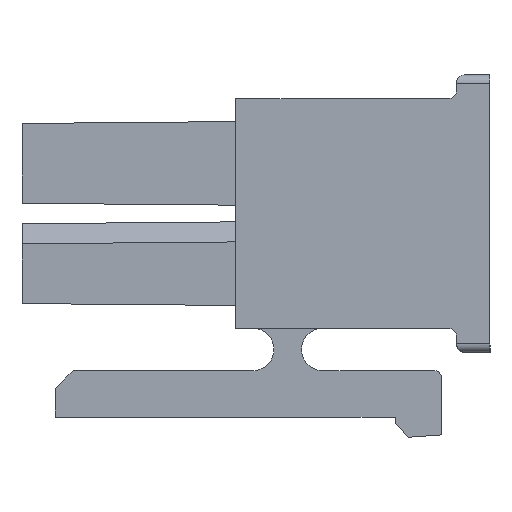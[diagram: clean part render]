
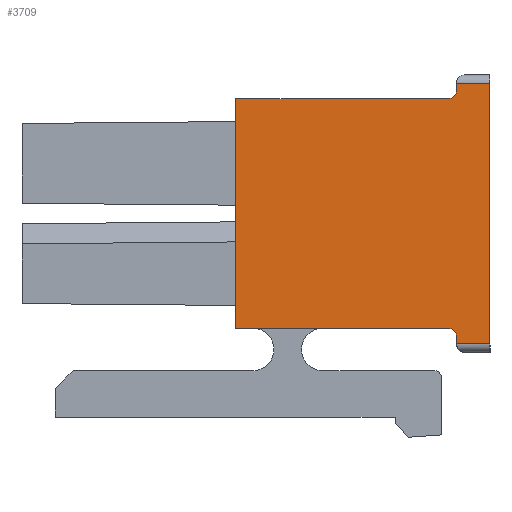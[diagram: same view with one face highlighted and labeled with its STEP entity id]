
A CAD part, left-side view. The second image highlights one B-rep face of the part: STEP entity #3709.
In plain terms, the highlighted planar face has unit normal (-1, 0, 0).
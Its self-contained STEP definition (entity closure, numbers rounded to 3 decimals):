
#137=PLANE('',#3932);
#331=FACE_OUTER_BOUND('',#540,.T.);
#540=EDGE_LOOP('',(#3121,#3122,#3123,#3124,#3125,#3126,#3127,#3128,#3129,
#3130));
#637=LINE('',#5007,#1135);
#658=LINE('',#5061,#1156);
#927=LINE('',#5629,#1425);
#929=LINE('',#5635,#1427);
#931=LINE('',#5641,#1429);
#943=LINE('',#5666,#1441);
#944=LINE('',#5670,#1442);
#945=LINE('',#5671,#1443);
#1135=VECTOR('',#4043,6.35);
#1156=VECTOR('',#4086,7.8);
#1425=VECTOR('',#4573,1.);
#1427=VECTOR('',#4579,1.);
#1429=VECTOR('',#4587,0.22);
#1441=VECTOR('',#4613,0.22);
#1442=VECTOR('',#4616,6.35);
#1443=VECTOR('',#4617,6.86);
#1642=CIRCLE('',#3924,0.25);
#1643=CIRCLE('',#3933,0.25);
#1658=VERTEX_POINT('',#5004);
#1659=VERTEX_POINT('',#5006);
#1680=VERTEX_POINT('',#5058);
#1681=VERTEX_POINT('',#5060);
#1704=VERTEX_POINT('',#5114);
#1873=VERTEX_POINT('',#5633);
#1874=VERTEX_POINT('',#5637);
#1880=VERTEX_POINT('',#5665);
#1881=VERTEX_POINT('',#5667);
#1882=VERTEX_POINT('',#5669);
#2001=EDGE_CURVE('',#1658,#1659,#637,.T.);
#2028=EDGE_CURVE('',#1680,#1681,#658,.T.);
#2308=EDGE_CURVE('',#1681,#1704,#927,.T.);
#2311=EDGE_CURVE('',#1873,#1680,#929,.T.);
#2313=EDGE_CURVE('',#1658,#1874,#1642,.T.);
#2314=EDGE_CURVE('',#1704,#1874,#931,.T.);
#2326=EDGE_CURVE('',#1880,#1873,#943,.T.);
#2327=EDGE_CURVE('',#1881,#1880,#1643,.T.);
#2328=EDGE_CURVE('',#1882,#1881,#944,.T.);
#2329=EDGE_CURVE('',#1659,#1882,#945,.T.);
#3121=ORIENTED_EDGE('',*,*,#2314,.F.);
#3122=ORIENTED_EDGE('',*,*,#2308,.F.);
#3123=ORIENTED_EDGE('',*,*,#2028,.F.);
#3124=ORIENTED_EDGE('',*,*,#2311,.F.);
#3125=ORIENTED_EDGE('',*,*,#2326,.F.);
#3126=ORIENTED_EDGE('',*,*,#2327,.F.);
#3127=ORIENTED_EDGE('',*,*,#2328,.F.);
#3128=ORIENTED_EDGE('',*,*,#2329,.F.);
#3129=ORIENTED_EDGE('',*,*,#2001,.F.);
#3130=ORIENTED_EDGE('',*,*,#2313,.T.);
#3709=ADVANCED_FACE('',(#331),#137,.F.);
#3924=AXIS2_PLACEMENT_3D('',#5639,#4583,#4584);
#3932=AXIS2_PLACEMENT_3D('',#5664,#4611,#4612);
#3933=AXIS2_PLACEMENT_3D('',#5668,#4614,#4615);
#4043=DIRECTION('',(0.,1.,0.));
#4086=DIRECTION('',(0.,0.,-1.));
#4573=DIRECTION('',(0.,1.,0.));
#4579=DIRECTION('',(0.,-1.,0.));
#4583=DIRECTION('center_axis',(1.,0.,0.));
#4584=DIRECTION('ref_axis',(0.,-0.707,0.707));
#4587=DIRECTION('',(0.,0.,1.));
#4611=DIRECTION('center_axis',(1.,0.,0.));
#4612=DIRECTION('ref_axis',(0.,0.,-1.));
#4613=DIRECTION('',(0.,0.,1.));
#4614=DIRECTION('center_axis',(-1.,0.,0.));
#4615=DIRECTION('ref_axis',(0.,0.,-1.));
#4616=DIRECTION('',(0.,-1.,0.));
#4617=DIRECTION('',(0.,0.,1.));
#5004=CARTESIAN_POINT('',(-1.9,1.25,-3.43));
#5006=CARTESIAN_POINT('',(-1.9,7.6,-3.43));
#5007=CARTESIAN_POINT('',(-1.9,1.25,-3.43));
#5058=CARTESIAN_POINT('',(-1.9,0.,3.9));
#5060=CARTESIAN_POINT('',(-1.9,0.,-3.9));
#5061=CARTESIAN_POINT('',(-1.9,0.,3.9));
#5114=CARTESIAN_POINT('',(-1.9,1.,-3.9));
#5629=CARTESIAN_POINT('',(-1.9,0.,-3.9));
#5633=CARTESIAN_POINT('',(-1.9,1.,3.9));
#5635=CARTESIAN_POINT('',(-1.9,1.,3.9));
#5637=CARTESIAN_POINT('',(-1.9,1.,-3.68));
#5639=CARTESIAN_POINT('Origin',(-1.9,1.25,-3.68));
#5641=CARTESIAN_POINT('',(-1.9,1.,-3.9));
#5664=CARTESIAN_POINT('Origin',(-1.9,0.,
0.));
#5665=CARTESIAN_POINT('',(-1.9,1.,3.68));
#5666=CARTESIAN_POINT('',(-1.9,1.,3.68));
#5667=CARTESIAN_POINT('',(-1.9,1.25,3.43));
#5668=CARTESIAN_POINT('Origin',(-1.9,1.25,3.68));
#5669=CARTESIAN_POINT('',(-1.9,7.6,3.43));
#5670=CARTESIAN_POINT('',(-1.9,7.6,3.43));
#5671=CARTESIAN_POINT('',(-1.9,7.6,-3.43));
